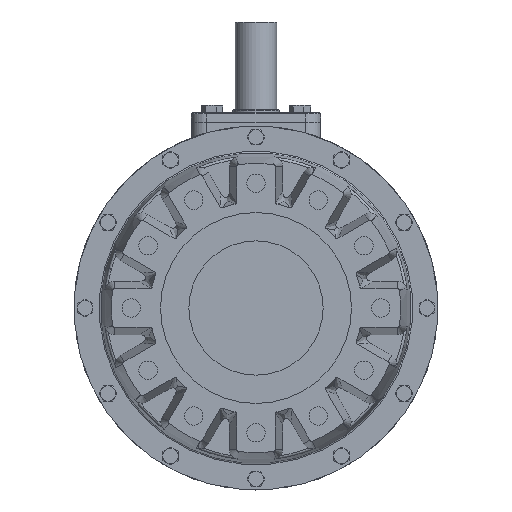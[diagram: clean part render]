
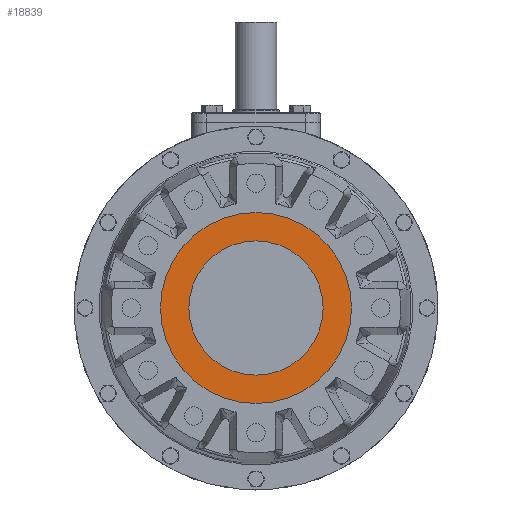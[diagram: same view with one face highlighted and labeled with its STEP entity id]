
A CAD part, front view. The second image highlights one B-rep face of the part: STEP entity #18839.
In plain terms, the highlighted planar face has unit normal (0, -1, 0).
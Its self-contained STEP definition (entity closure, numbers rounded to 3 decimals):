
#18720=CARTESIAN_POINT('',(0.,-8.,130.0));
#18721=VERTEX_POINT('',#18720);
#18728=CARTESIAN_POINT('',(0.0,-8.,-130.0));
#18729=VERTEX_POINT('',#18728);
#18730=CARTESIAN_POINT('',(0.0,-8.,0.0));
#18731=DIRECTION('',(0.0,1.0,0.0));
#18732=DIRECTION('',(0.0,0.0,1.0));
#18733=AXIS2_PLACEMENT_3D('',#18730,#18731,#18732);
#18734=CIRCLE('',#18733,130.0);
#18735=EDGE_CURVE('',#18729,#18721,#18734,.T.);
#18762=CARTESIAN_POINT('',(0.,-8.,185.0));
#18763=VERTEX_POINT('',#18762);
#18770=CARTESIAN_POINT('',(0.0,-8.,-185.0));
#18771=VERTEX_POINT('',#18770);
#18772=CARTESIAN_POINT('',(0.0,-8.,0.0));
#18773=DIRECTION('',(0.0,1.0,0.0));
#18774=DIRECTION('',(0.0,0.0,1.0));
#18775=AXIS2_PLACEMENT_3D('',#18772,#18773,#18774);
#18776=CIRCLE('',#18775,185.0);
#18777=EDGE_CURVE('',#18763,#18771,#18776,.T.);
#18814=CARTESIAN_POINT('',(0.0,-8.,0.0));
#18815=DIRECTION('',(0.0,1.0,0.0));
#18816=DIRECTION('',(0.0,0.0,1.0));
#18817=AXIS2_PLACEMENT_3D('',#18814,#18815,#18816);
#18818=PLANE('',#18817);
#18819=CARTESIAN_POINT('',(0.0,-8.,0.0));
#18820=DIRECTION('',(0.0,1.0,0.0));
#18821=DIRECTION('',(0.0,0.0,1.0));
#18822=AXIS2_PLACEMENT_3D('',#18819,#18820,#18821);
#18823=CIRCLE('',#18822,185.0);
#18824=EDGE_CURVE('',#18771,#18763,#18823,.T.);
#18825=ORIENTED_EDGE('',*,*,#18824,.F.);
#18826=ORIENTED_EDGE('',*,*,#18777,.F.);
#18827=EDGE_LOOP('',(#18825,#18826));
#18828=FACE_OUTER_BOUND('',#18827,.T.);
#18829=ORIENTED_EDGE('',*,*,#18735,.T.);
#18830=CARTESIAN_POINT('',(0.0,-8.,0.0));
#18831=DIRECTION('',(0.0,1.0,0.0));
#18832=DIRECTION('',(0.0,0.0,1.0));
#18833=AXIS2_PLACEMENT_3D('',#18830,#18831,#18832);
#18834=CIRCLE('',#18833,130.0);
#18835=EDGE_CURVE('',#18721,#18729,#18834,.T.);
#18836=ORIENTED_EDGE('',*,*,#18835,.T.);
#18837=EDGE_LOOP('',(#18829,#18836));
#18838=FACE_BOUND('',#18837,.T.);
#18839=ADVANCED_FACE('',(#18828,#18838),#18818,.F.);
